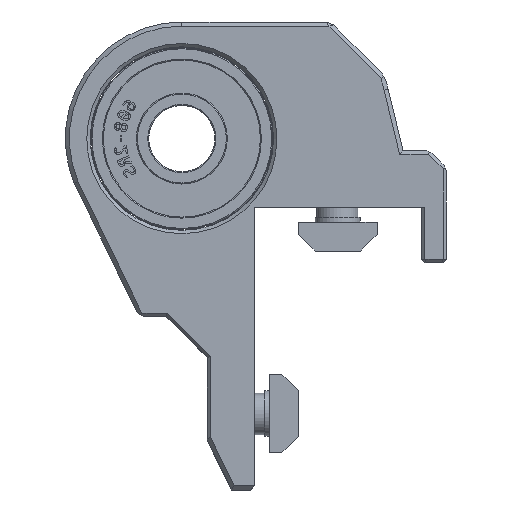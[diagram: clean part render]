
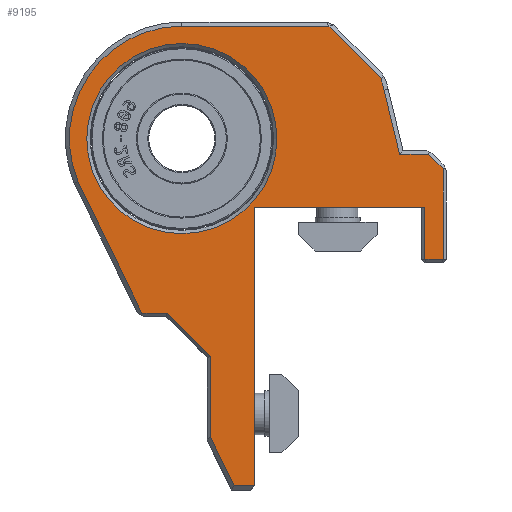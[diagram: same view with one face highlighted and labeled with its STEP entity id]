
A CAD part, left-side view. The second image highlights one B-rep face of the part: STEP entity #9195.
In plain terms, the highlighted face is planar.
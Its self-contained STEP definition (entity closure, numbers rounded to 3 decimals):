
#256=FACE_BOUND('',#1715,.T.);
#680=PLANE('',#9808);
#1152=FACE_OUTER_BOUND('',#1714,.T.);
#1714=EDGE_LOOP('',(#7347,#7348,#7349,#7350,#7351,#7352,#7353,#7354,#7355,
#7356,#7357,#7358,#7359,#7360,#7361,#7362,#7363,#7364));
#1715=EDGE_LOOP('',(#7365));
#2362=LINE('',#16905,#3304);
#2367=LINE('',#16915,#3309);
#2371=LINE('',#16931,#3313);
#2373=LINE('',#16935,#3315);
#2379=LINE('',#16959,#3321);
#2381=LINE('',#16962,#3323);
#2382=LINE('',#16964,#3324);
#2383=LINE('',#16967,#3325);
#2385=LINE('',#16971,#3327);
#2393=LINE('',#16987,#3335);
#2411=LINE('',#17037,#3353);
#2414=LINE('',#17042,#3356);
#2445=LINE('',#17116,#3387);
#2446=LINE('',#17119,#3388);
#2447=LINE('',#17121,#3389);
#2448=LINE('',#17122,#3390);
#3304=VECTOR('',#10795,10.);
#3309=VECTOR('',#10802,10.);
#3313=VECTOR('',#10816,10.);
#3315=VECTOR('',#10820,10.);
#3321=VECTOR('',#10834,10.);
#3323=VECTOR('',#10838,10.);
#3324=VECTOR('',#10841,10.);
#3325=VECTOR('',#10844,10.);
#3327=VECTOR('',#10848,10.);
#3335=VECTOR('',#10862,10.);
#3353=VECTOR('',#10912,10.);
#3356=VECTOR('',#10917,10.);
#3387=VECTOR('',#10988,10.);
#3388=VECTOR('',#10991,10.);
#3389=VECTOR('',#10992,10.);
#3390=VECTOR('',#10993,10.);
#3978=CIRCLE('',#9756,13.6);
#3980=CIRCLE('',#9761,25.111);
#3984=CIRCLE('',#9774,11.5);
#4342=VERTEX_POINT('',#16790);
#4348=VERTEX_POINT('',#16808);
#4351=VERTEX_POINT('',#16818);
#4379=VERTEX_POINT('',#16903);
#4380=VERTEX_POINT('',#16904);
#4384=VERTEX_POINT('',#16914);
#4387=VERTEX_POINT('',#16925);
#4389=VERTEX_POINT('',#16934);
#4393=VERTEX_POINT('',#16948);
#4396=VERTEX_POINT('',#16956);
#4397=VERTEX_POINT('',#16958);
#4398=VERTEX_POINT('',#16966);
#4399=VERTEX_POINT('',#16970);
#4404=VERTEX_POINT('',#16986);
#4407=VERTEX_POINT('',#16994);
#4420=VERTEX_POINT('',#17035);
#4441=VERTEX_POINT('',#17114);
#4442=VERTEX_POINT('',#17118);
#4443=VERTEX_POINT('',#17120);
#5395=EDGE_CURVE('',#4379,#4380,#2362,.T.);
#5400=EDGE_CURVE('',#4380,#4384,#2367,.T.);
#5405=EDGE_CURVE('',#4387,#4384,#3978,.T.);
#5408=EDGE_CURVE('',#4387,#4342,#2371,.T.);
#5410=EDGE_CURVE('',#4342,#4389,#2373,.T.);
#5415=EDGE_CURVE('',#4393,#4389,#3980,.T.);
#5420=EDGE_CURVE('',#4396,#4397,#2379,.T.);
#5422=EDGE_CURVE('',#4397,#4348,#2381,.T.);
#5423=EDGE_CURVE('',#4348,#4351,#2382,.T.);
#5424=EDGE_CURVE('',#4351,#4398,#2383,.T.);
#5426=EDGE_CURVE('',#4399,#4398,#2385,.T.);
#5434=EDGE_CURVE('',#4404,#4399,#2393,.T.);
#5439=EDGE_CURVE('',#4407,#4407,#3984,.T.);
#5459=EDGE_CURVE('',#4420,#4396,#2411,.T.);
#5462=EDGE_CURVE('',#4420,#4393,#2414,.T.);
#5498=EDGE_CURVE('',#4441,#4379,#2445,.T.);
#5499=EDGE_CURVE('',#4442,#4441,#2446,.T.);
#5500=EDGE_CURVE('',#4443,#4442,#2447,.T.);
#5501=EDGE_CURVE('',#4404,#4443,#2448,.T.);
#7347=ORIENTED_EDGE('',*,*,#5499,.F.);
#7348=ORIENTED_EDGE('',*,*,#5500,.F.);
#7349=ORIENTED_EDGE('',*,*,#5501,.F.);
#7350=ORIENTED_EDGE('',*,*,#5434,.T.);
#7351=ORIENTED_EDGE('',*,*,#5426,.T.);
#7352=ORIENTED_EDGE('',*,*,#5424,.F.);
#7353=ORIENTED_EDGE('',*,*,#5423,.F.);
#7354=ORIENTED_EDGE('',*,*,#5422,.F.);
#7355=ORIENTED_EDGE('',*,*,#5420,.F.);
#7356=ORIENTED_EDGE('',*,*,#5459,.F.);
#7357=ORIENTED_EDGE('',*,*,#5462,.T.);
#7358=ORIENTED_EDGE('',*,*,#5415,.T.);
#7359=ORIENTED_EDGE('',*,*,#5410,.F.);
#7360=ORIENTED_EDGE('',*,*,#5408,.F.);
#7361=ORIENTED_EDGE('',*,*,#5405,.T.);
#7362=ORIENTED_EDGE('',*,*,#5400,.F.);
#7363=ORIENTED_EDGE('',*,*,#5395,.F.);
#7364=ORIENTED_EDGE('',*,*,#5498,.F.);
#7365=ORIENTED_EDGE('',*,*,#5439,.F.);
#9195=ADVANCED_FACE('',(#1152,#256),#680,.T.);
#9756=AXIS2_PLACEMENT_3D('',#16926,#10809,#10810);
#9761=AXIS2_PLACEMENT_3D('',#16949,#10825,#10826);
#9774=AXIS2_PLACEMENT_3D('',#16996,#10871,#10872);
#9808=AXIS2_PLACEMENT_3D('',#17117,#10989,#10990);
#10795=DIRECTION('',(0.,0.,1.));
#10802=DIRECTION('',(0.,0.899,0.437));
#10809=DIRECTION('center_axis',(1.,0.,0.));
#10810=DIRECTION('ref_axis',(0.,0.,1.));
#10816=DIRECTION('',(0.,0.,-1.));
#10820=DIRECTION('',(0.,-0.707,-0.707));
#10825=DIRECTION('center_axis',(1.,0.,0.));
#10826=DIRECTION('ref_axis',(0.,1.,0.012));
#10834=DIRECTION('',(0.,-0.707,-0.707));
#10838=DIRECTION('',(0.,-1.,0.));
#10841=DIRECTION('',(0.,0.,1.));
#10844=DIRECTION('',(0.,1.,0.));
#10848=DIRECTION('',(0.,0.,-1.));
#10862=DIRECTION('',(0.,1.,0.));
#10871=DIRECTION('center_axis',(1.,0.,0.));
#10872=DIRECTION('ref_axis',(0.,0.,-1.));
#10912=DIRECTION('',(0.,0.,-1.));
#10917=DIRECTION('',(0.,0.972,0.235));
#10988=DIRECTION('',(0.,0.707,0.707));
#10989=DIRECTION('center_axis',(1.,0.,0.));
#10990=DIRECTION('ref_axis',(0.,0.,-1.));
#10991=DIRECTION('',(0.,1.,0.));
#10992=DIRECTION('',(0.,0.899,0.437));
#10993=DIRECTION('',(0.,-0.002,1.));
#16790=CARTESIAN_POINT('',(166.9,481.847,-9.051));
#16808=CARTESIAN_POINT('',(166.9,453.647,-22.859));
#16818=CARTESIAN_POINT('',(166.9,453.647,-20.659));
#16903=CARTESIAN_POINT('',(166.9,447.147,10.498));
#16904=CARTESIAN_POINT('',(166.9,447.147,13.573));
#16905=CARTESIAN_POINT('',(166.9,447.147,-0.214));
#16914=CARTESIAN_POINT('',(166.9,463.036,21.303));
#16915=CARTESIAN_POINT('',(166.9,435.228,7.774));
#16925=CARTESIAN_POINT('',(166.9,481.847,8.741));
#16926=CARTESIAN_POINT('Origin',(166.9,468.247,8.741));
#16931=CARTESIAN_POINT('',(166.9,481.847,4.266));
#16934=CARTESIAN_POINT('',(166.9,475.585,-15.314));
#16935=CARTESIAN_POINT('',(166.9,473.431,-17.468));
#16948=CARTESIAN_POINT('',(166.9,474.101,-15.722));
#16949=CARTESIAN_POINT('Origin',(166.9,468.189,8.683));
#16956=CARTESIAN_POINT('',(166.9,466.347,-21.093));
#16958=CARTESIAN_POINT('',(166.9,464.581,-22.859));
#16959=CARTESIAN_POINT('',(166.9,468.302,-19.138));
#16962=CARTESIAN_POINT('',(166.9,459.397,-22.859));
#16964=CARTESIAN_POINT('',(166.9,453.647,-0.209));
#16966=CARTESIAN_POINT('',(166.9,459.941,-20.659));
#16967=CARTESIAN_POINT('',(166.9,452.821,-20.659));
#16970=CARTESIAN_POINT('',(166.9,459.941,-0.059));
#16971=CARTESIAN_POINT('',(166.9,459.941,0.116));
#16986=CARTESIAN_POINT('',(166.9,426.247,-0.059));
#16987=CARTESIAN_POINT('',(166.9,450.494,-0.059));
#16994=CARTESIAN_POINT('',(166.9,468.247,20.241));
#16996=CARTESIAN_POINT('Origin',(166.9,468.247,8.741));
#17035=CARTESIAN_POINT('',(166.9,466.347,-17.601));
#17037=CARTESIAN_POINT('',(166.9,466.347,-10.234));
#17042=CARTESIAN_POINT('',(166.9,465.933,-17.701));
#17114=CARTESIAN_POINT('',(166.9,441.913,5.263));
#17116=CARTESIAN_POINT('',(166.9,445.137,8.488));
#17117=CARTESIAN_POINT('Origin',(166.9,455.047,-0.209));
#17118=CARTESIAN_POINT('',(166.9,432.068,5.263));
#17119=CARTESIAN_POINT('',(166.9,443.397,5.263));
#17120=CARTESIAN_POINT('',(166.9,426.242,2.429));
#17121=CARTESIAN_POINT('',(166.9,442.862,10.515));
#17122=CARTESIAN_POINT('',(166.9,426.247,-0.163));
